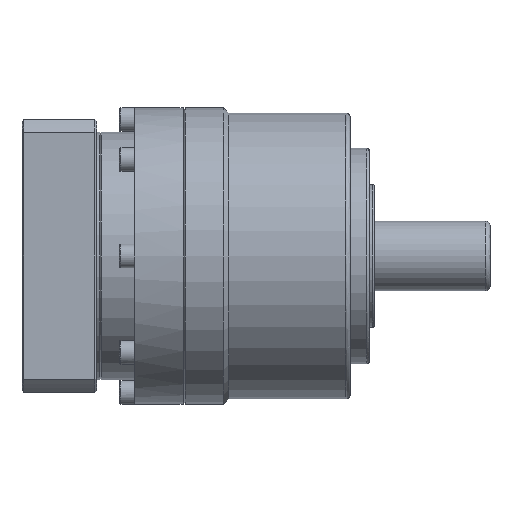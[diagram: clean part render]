
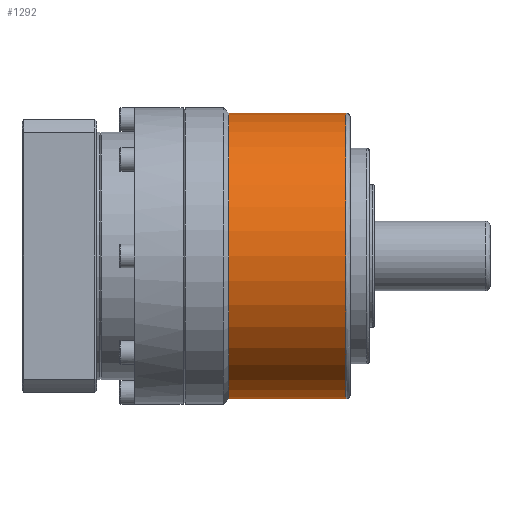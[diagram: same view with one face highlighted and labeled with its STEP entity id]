
A CAD part, front view. The second image highlights one B-rep face of the part: STEP entity #1292.
In plain terms, the highlighted cylindrical face has radius 45 mm (diameter 90 mm), a partial arc.
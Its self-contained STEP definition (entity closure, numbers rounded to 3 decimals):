
#58 = CARTESIAN_POINT ( 'NONE',  ( -44., 0., 45. ) ) ;
#1100 = EDGE_CURVE ( 'NONE', #3175, #6926, #12651, .T. ) ;
#1292 = ADVANCED_FACE ( 'NONE', ( #9258 ), #8331, .T. ) ;
#2381 = ORIENTED_EDGE ( 'NONE', *, *, #5330, .T. ) ;
#3175 = VERTEX_POINT ( 'NONE', #15018 ) ;
#4234 = VECTOR ( 'NONE', #16941, 1000. ) ;
#4534 = CARTESIAN_POINT ( 'NONE',  ( -45.5, 0., 0. ) ) ;
#4643 = ORIENTED_EDGE ( 'NONE', *, *, #1100, .F. ) ;
#5330 = EDGE_CURVE ( 'NONE', #12304, #6926, #12630, .T. ) ;
#6185 = DIRECTION ( 'NONE',  ( 0., 0., 1. ) ) ;
#6491 = CARTESIAN_POINT ( 'NONE',  ( -45.5, 0., 45. ) ) ;
#6926 = VERTEX_POINT ( 'NONE', #12845 ) ;
#7699 = AXIS2_PLACEMENT_3D ( 'NONE', #13841, #13792, #13659 ) ;
#8331 = CYLINDRICAL_SURFACE ( 'NONE', #11188, 45. ) ;
#8536 = ORIENTED_EDGE ( 'NONE', *, *, #17125, .T. ) ;
#8906 = LINE ( 'NONE', #58, #12769 ) ;
#9258 = FACE_OUTER_BOUND ( 'NONE', #16827, .T. ) ;
#9482 = CARTESIAN_POINT ( 'NONE',  ( -82.409, 0., 45. ) ) ;
#9591 = DIRECTION ( 'NONE',  ( -1., 0., 0. ) ) ;
#10967 = CIRCLE ( 'NONE', #14204, 45. ) ;
#11188 = AXIS2_PLACEMENT_3D ( 'NONE', #12044, #11979, #11723 ) ;
#11259 = ORIENTED_EDGE ( 'NONE', *, *, #19615, .T. ) ;
#11723 = DIRECTION ( 'NONE',  ( 0., 0., 1. ) ) ;
#11979 = DIRECTION ( 'NONE',  ( -1., 0., 0. ) ) ;
#12044 = CARTESIAN_POINT ( 'NONE',  ( -44., 0., 0. ) ) ;
#12304 = VERTEX_POINT ( 'NONE', #9482 ) ;
#12630 = CIRCLE ( 'NONE', #7699, 45. ) ;
#12651 = LINE ( 'NONE', #16246, #4234 ) ;
#12769 = VECTOR ( 'NONE', #9591, 1000. ) ;
#12845 = CARTESIAN_POINT ( 'NONE',  ( -82.409, 0., -45. ) ) ;
#13659 = DIRECTION ( 'NONE',  ( 0., 0., 1. ) ) ;
#13792 = DIRECTION ( 'NONE',  ( 1., 0., 0. ) ) ;
#13841 = CARTESIAN_POINT ( 'NONE',  ( -82.409, 0., 0. ) ) ;
#14204 = AXIS2_PLACEMENT_3D ( 'NONE', #4534, #15324, #6185 ) ;
#15018 = CARTESIAN_POINT ( 'NONE',  ( -45.5, 0., -45. ) ) ;
#15324 = DIRECTION ( 'NONE',  ( -1., 0., 0. ) ) ;
#16246 = CARTESIAN_POINT ( 'NONE',  ( -44., 0., -45. ) ) ;
#16827 = EDGE_LOOP ( 'NONE', ( #4643, #11259, #8536, #2381 ) ) ;
#16941 = DIRECTION ( 'NONE',  ( -1., 0., 0. ) ) ;
#17081 = VERTEX_POINT ( 'NONE', #6491 ) ;
#17125 = EDGE_CURVE ( 'NONE', #17081, #12304, #8906, .T. ) ;
#19615 = EDGE_CURVE ( 'NONE', #3175, #17081, #10967, .T. ) ;
